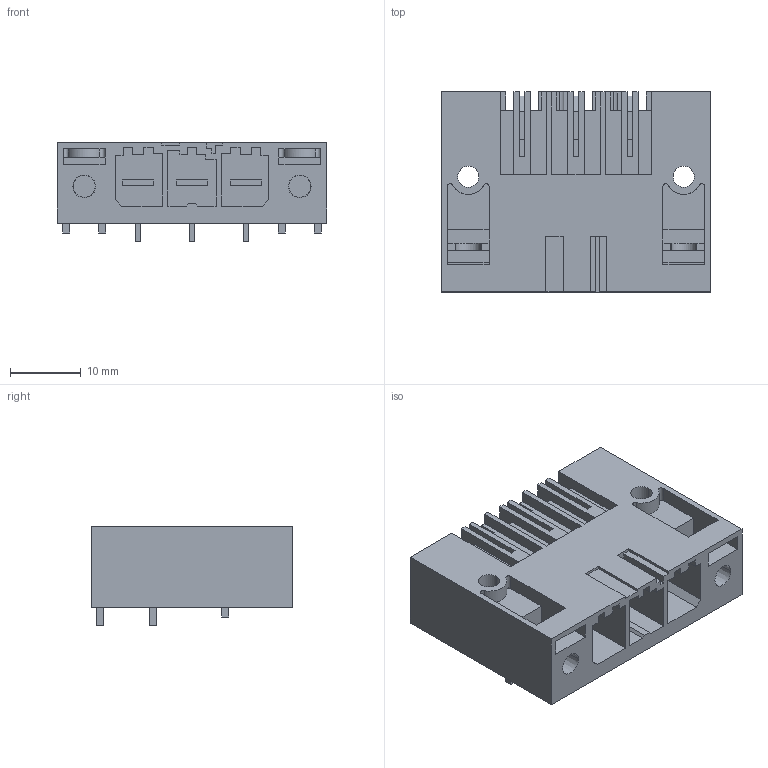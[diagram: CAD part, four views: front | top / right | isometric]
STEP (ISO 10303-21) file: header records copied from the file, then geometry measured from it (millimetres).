
FILE_DESCRIPTION(('CATIA V5 STEP','CAx-IF Rec.Pracs.--- Model Styling and Organization---1.4--- 2014-01-23'),'2;1');
FILE_NAME ('196047-5_0_2499650000_2499650000.stp','2023-09-25T08:21:08+00:00',('none'),('Weidmueller'),'CATIA Version 5-6 Release 2016 SP3 HF44','CATIA V5 STEP AP214','none');
FILE_SCHEMA(('AUTOMOTIVE_DESIGN { 1 0 10303 214 1 1 1 1 }'));
Length unit declared in the file: millimetre
Products named in the file (1): 2499650000
Bounding box: 38.1 x 28.3 x 14 mm (x, y, z)
Volume: 7220.9 mm3; surface area: 8672.7 mm2
Topology: 8 solids, 8 shells, 435 faces, 1253 edges, 845 vertices
Faces by surface type: plane 403, cylinder 28, cone 4
Entity records: 13556 total; most frequent: CARTESIAN_POINT 2509, ORIENTED_EDGE 2506, DIRECTION 1882, EDGE_CURVE 1253, VECTOR 1174, LINE 1174, VERTEX_POINT 845, EDGE_LOOP 464
